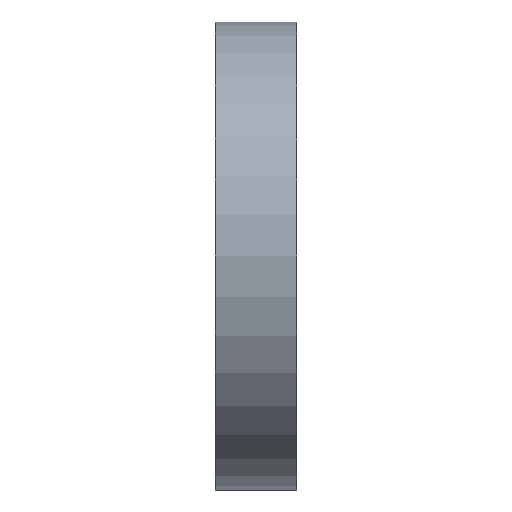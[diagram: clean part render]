
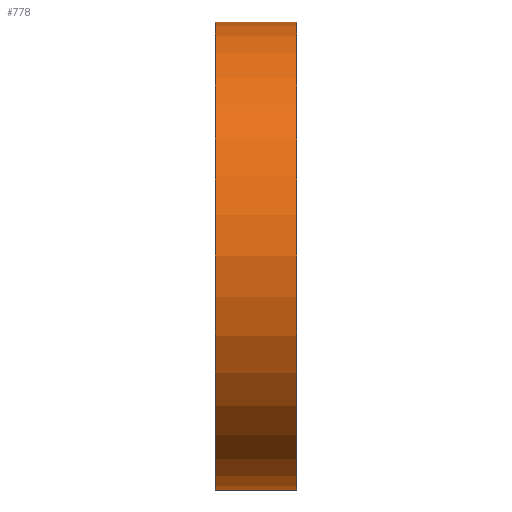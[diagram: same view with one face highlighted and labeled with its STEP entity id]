
A CAD part, left-side view. The second image highlights one B-rep face of the part: STEP entity #778.
In plain terms, the highlighted cylindrical face has radius 14 mm (diameter 28 mm), a partial arc.
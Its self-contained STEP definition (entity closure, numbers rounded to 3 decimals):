
#44 = EDGE_CURVE ( 'NONE', #567, #223, #52, .T. ) ;
#52 = CIRCLE ( 'NONE', #200, 14. ) ;
#83 = ORIENTED_EDGE ( 'NONE', *, *, #44, .F. ) ;
#139 = CARTESIAN_POINT ( 'NONE',  ( -12.822, 4.85, 0. ) ) ;
#193 = CARTESIAN_POINT ( 'NONE',  ( -12.822, 4.85, 0. ) ) ;
#200 = AXIS2_PLACEMENT_3D ( 'NONE', #485, #1086, #503 ) ;
#223 = VERTEX_POINT ( 'NONE', #731 ) ;
#234 = EDGE_CURVE ( 'NONE', #1055, #813, #1026, .T. ) ;
#295 = CARTESIAN_POINT ( 'NONE',  ( -12.822, 4.85, 28. ) ) ;
#313 = CARTESIAN_POINT ( 'NONE',  ( -12.822, 0., 28. ) ) ;
#364 = EDGE_CURVE ( 'NONE', #813, #567, #656, .T. ) ;
#373 = CARTESIAN_POINT ( 'NONE',  ( -12.822, 4.85, 14. ) ) ;
#405 = CYLINDRICAL_SURFACE ( 'NONE', #610, 14. ) ;
#434 = DIRECTION ( 'NONE',  ( 0., 1., 0. ) ) ;
#462 = DIRECTION ( 'NONE',  ( 0., 1., 0. ) ) ;
#485 = CARTESIAN_POINT ( 'NONE',  ( -12.822, 0., 14. ) ) ;
#503 = DIRECTION ( 'NONE',  ( 0., 0., 1. ) ) ;
#549 = LINE ( 'NONE', #139, #623 ) ;
#567 = VERTEX_POINT ( 'NONE', #313 ) ;
#610 = AXIS2_PLACEMENT_3D ( 'NONE', #679, #462, #863 ) ;
#623 = VECTOR ( 'NONE', #690, 1000. ) ;
#641 = ORIENTED_EDGE ( 'NONE', *, *, #234, .F. ) ;
#656 = LINE ( 'NONE', #807, #1092 ) ;
#678 = FACE_OUTER_BOUND ( 'NONE', #740, .T. ) ;
#679 = CARTESIAN_POINT ( 'NONE',  ( -12.822, 0., 14. ) ) ;
#690 = DIRECTION ( 'NONE',  ( 0., 1., 0. ) ) ;
#731 = CARTESIAN_POINT ( 'NONE',  ( -12.822, 0., 0. ) ) ;
#740 = EDGE_LOOP ( 'NONE', ( #641, #847, #83, #774 ) ) ;
#774 = ORIENTED_EDGE ( 'NONE', *, *, #364, .F. ) ;
#778 = ADVANCED_FACE ( 'NONE', ( #678 ), #405, .T. ) ;
#807 = CARTESIAN_POINT ( 'NONE',  ( -12.822, 7.85, 28. ) ) ;
#813 = VERTEX_POINT ( 'NONE', #295 ) ;
#840 = DIRECTION ( 'NONE',  ( 0., -1., 0. ) ) ;
#847 = ORIENTED_EDGE ( 'NONE', *, *, #922, .F. ) ;
#863 = DIRECTION ( 'NONE',  ( 0., 0., -1. ) ) ;
#922 = EDGE_CURVE ( 'NONE', #223, #1055, #549, .T. ) ;
#986 = DIRECTION ( 'NONE',  ( 0., 0., 1. ) ) ;
#1026 = CIRCLE ( 'NONE', #1087, 14. ) ;
#1055 = VERTEX_POINT ( 'NONE', #193 ) ;
#1086 = DIRECTION ( 'NONE',  ( 0., -1., 0. ) ) ;
#1087 = AXIS2_PLACEMENT_3D ( 'NONE', #373, #434, #986 ) ;
#1092 = VECTOR ( 'NONE', #840, 1000. ) ;
